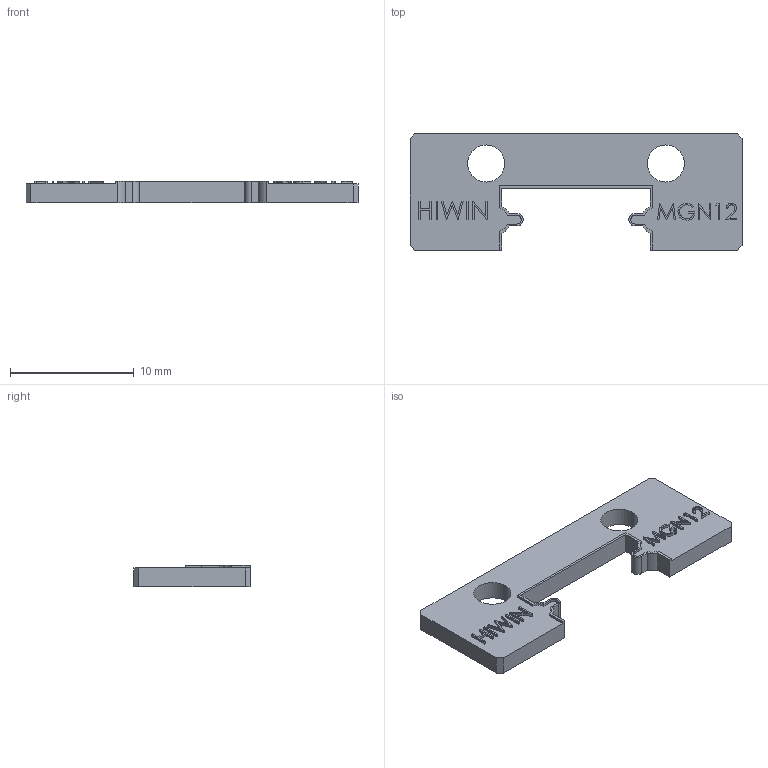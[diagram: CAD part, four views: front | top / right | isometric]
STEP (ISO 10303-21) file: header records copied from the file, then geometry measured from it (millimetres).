
FILE_DESCRIPTION (( 'STEP AP214' ), '1' );
FILE_NAME ('MGN12C_Seal.STEP', '2025-09-18T19:06:32', ( '' ), ( '' ), 'SwSTEP 2.0', 'SolidWorks 2024', '' );
FILE_SCHEMA (( 'AUTOMOTIVE_DESIGN' ));
Length unit declared in the file: millimetre
Products named in the file (1): MGN12C_Seal
Bounding box: 26.8 x 9.4 x 1.7 mm (x, y, z)
Volume: 274.3 mm3; surface area: 545.4 mm2
Topology: 1 solids, 1 shells, 155 faces, 429 edges, 286 vertices
Faces by surface type: plane 122, cylinder 18, bspline 15
Entity records: 5900 total; most frequent: CARTESIAN_POINT 1966, ORIENTED_EDGE 858, DIRECTION 717, EDGE_CURVE 429, LINE 363, VECTOR 363, VERTEX_POINT 286, AXIS2_PLACEMENT_3D 177
